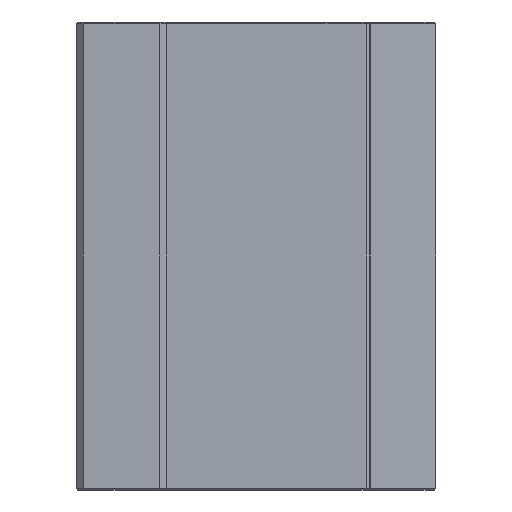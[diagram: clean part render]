
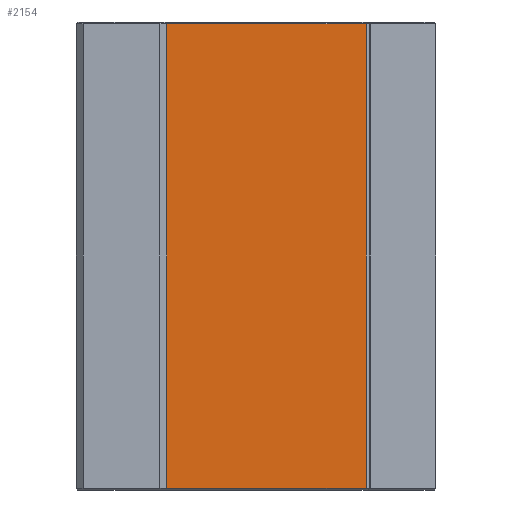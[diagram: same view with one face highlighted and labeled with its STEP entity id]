
A CAD part, left-side view. The second image highlights one B-rep face of the part: STEP entity #2154.
In plain terms, the highlighted face is planar.
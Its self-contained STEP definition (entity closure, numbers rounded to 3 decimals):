
#278=PLANE('',#2325);
#388=VECTOR('',#2666,1.);
#405=VECTOR('',#2708,1.);
#407=VECTOR('',#2711,1.);
#408=VECTOR('',#2712,1.);
#548=LINE('',#3635,#388);
#565=LINE('',#3677,#405);
#567=LINE('',#3681,#407);
#568=LINE('',#3683,#408);
#703=VERTEX_POINT('',#3534);
#731=VERTEX_POINT('',#3627);
#744=VERTEX_POINT('',#3678);
#745=VERTEX_POINT('',#3682);
#964=EDGE_CURVE('',#731,#703,#548,.T.);
#986=EDGE_CURVE('',#703,#744,#565,.T.);
#988=EDGE_CURVE('',#745,#731,#567,.T.);
#989=EDGE_CURVE('',#744,#745,#568,.T.);
#1336=ORIENTED_EDGE('',*,*,#964,.F.);
#1337=ORIENTED_EDGE('',*,*,#988,.F.);
#1338=ORIENTED_EDGE('',*,*,#989,.F.);
#1339=ORIENTED_EDGE('',*,*,#986,.F.);
#1756=EDGE_LOOP('',(#1336,#1337,#1338,#1339));
#1956=FACE_BOUND('',#1756,.T.);
#2154=ADVANCED_FACE('',(#1956),#278,.T.);
#2325=AXIS2_PLACEMENT_3D('',#3680,#2710,$);
#2666=DIRECTION('',(0.,-1.,0.));
#2708=DIRECTION('',(0.,0.,1.));
#2710=DIRECTION('',(1.,0.,0.));
#2711=DIRECTION('',(0.,0.,-1.));
#2712=DIRECTION('',(0.,1.,0.));
#3534=CARTESIAN_POINT('',(37.,13.,0.25));
#3627=CARTESIAN_POINT('',(37.,41.5,0.25));
#3635=CARTESIAN_POINT('',(37.,25.127,0.25));
#3677=CARTESIAN_POINT('',(37.,13.,0.));
#3678=CARTESIAN_POINT('',(37.,13.,66.75));
#3680=CARTESIAN_POINT('',(37.,27.5,0.));
#3681=CARTESIAN_POINT('',(37.,41.5,0.));
#3682=CARTESIAN_POINT('',(37.,41.5,66.75));
#3683=CARTESIAN_POINT('',(37.,25.127,66.75));
